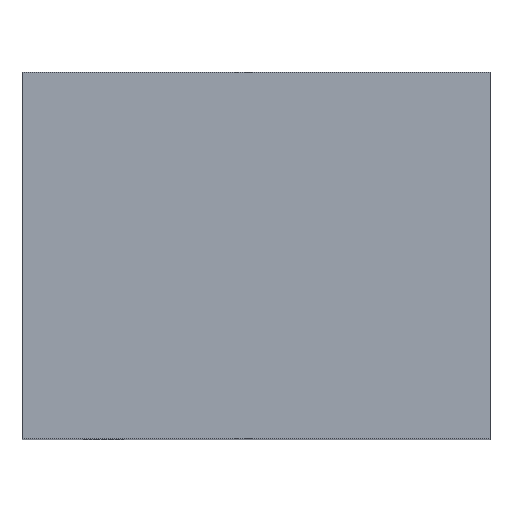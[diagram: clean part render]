
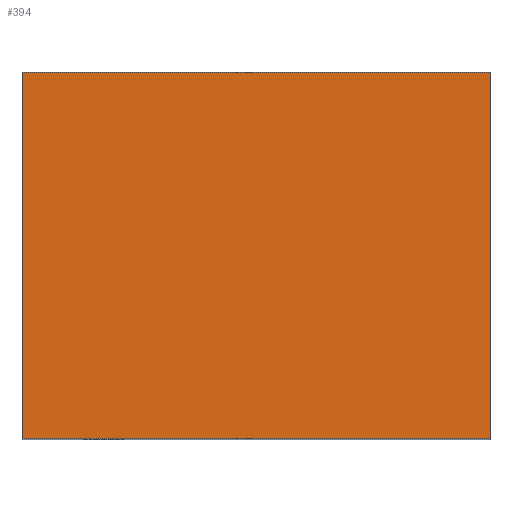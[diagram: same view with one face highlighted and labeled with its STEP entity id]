
A CAD part, top view. The second image highlights one B-rep face of the part: STEP entity #394.
In plain terms, the highlighted planar face has unit normal (0, 0, 1).
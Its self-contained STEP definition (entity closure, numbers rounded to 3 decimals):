
#27=PLANE('',#439);
#53=FACE_OUTER_BOUND('',#80,.T.);
#80=EDGE_LOOP('',(#307,#308,#309,#310));
#103=LINE('',#581,#152);
#106=LINE('',#587,#155);
#109=LINE('',#593,#158);
#112=LINE('',#597,#161);
#152=VECTOR('',#474,10.);
#155=VECTOR('',#479,10.);
#158=VECTOR('',#484,10.);
#161=VECTOR('',#489,10.);
#204=VERTEX_POINT('',#578);
#205=VERTEX_POINT('',#580);
#207=VERTEX_POINT('',#586);
#209=VERTEX_POINT('',#592);
#239=EDGE_CURVE('',#205,#204,#103,.T.);
#242=EDGE_CURVE('',#207,#205,#106,.T.);
#245=EDGE_CURVE('',#209,#207,#109,.T.);
#248=EDGE_CURVE('',#204,#209,#112,.T.);
#307=ORIENTED_EDGE('',*,*,#248,.T.);
#308=ORIENTED_EDGE('',*,*,#245,.T.);
#309=ORIENTED_EDGE('',*,*,#242,.T.);
#310=ORIENTED_EDGE('',*,*,#239,.T.);
#394=ADVANCED_FACE('',(#53),#27,.T.);
#439=AXIS2_PLACEMENT_3D('',#598,#490,#491);
#474=DIRECTION('',(1.,0.,0.));
#479=DIRECTION('',(0.,-1.,0.));
#484=DIRECTION('',(-1.,0.,0.));
#489=DIRECTION('',(0.,1.,0.));
#490=DIRECTION('center_axis',(0.,0.,1.));
#491=DIRECTION('ref_axis',(1.,0.,0.));
#578=CARTESIAN_POINT('',(0.,-9.,17.5));
#580=CARTESIAN_POINT('',(-11.5,-9.,17.5));
#581=CARTESIAN_POINT('',(-11.5,-9.,17.5));
#586=CARTESIAN_POINT('',(-11.5,0.,17.5));
#587=CARTESIAN_POINT('',(-11.5,0.,17.5));
#592=CARTESIAN_POINT('',(0.,0.,17.5));
#593=CARTESIAN_POINT('',(0.,0.,17.5));
#597=CARTESIAN_POINT('',(0.,-9.,17.5));
#598=CARTESIAN_POINT('Origin',(-5.75,-4.5,17.5));
